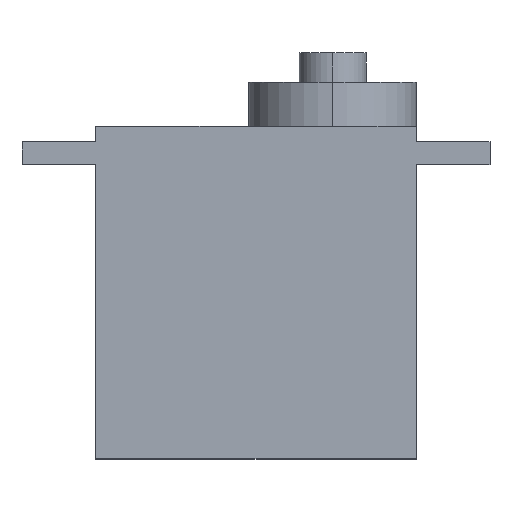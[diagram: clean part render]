
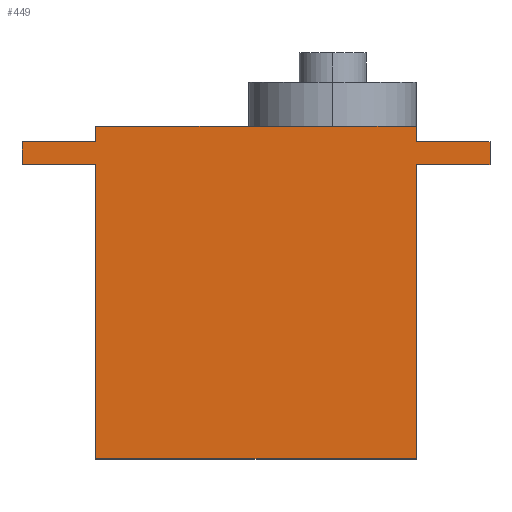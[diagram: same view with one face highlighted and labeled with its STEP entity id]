
A CAD part, top view. The second image highlights one B-rep face of the part: STEP entity #449.
In plain terms, the highlighted planar face has unit normal (0, 0, 1).
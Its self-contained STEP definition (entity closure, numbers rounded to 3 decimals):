
#2 = LINE ( 'NONE', #299, #779 ) ;
#6 = EDGE_CURVE ( 'NONE', #525, #12, #218, .T. ) ;
#7 = VECTOR ( 'NONE', #319, 1000. ) ;
#12 = VERTEX_POINT ( 'NONE', #108 ) ;
#39 = CARTESIAN_POINT ( 'NONE',  ( -10.9, 8.697, 11.4 ) ) ;
#55 = FACE_OUTER_BOUND ( 'NONE', #100, .T. ) ;
#58 = EDGE_CURVE ( 'NONE', #647, #525, #201, .T. ) ;
#65 = VECTOR ( 'NONE', #792, 1000. ) ;
#68 = VERTEX_POINT ( 'NONE', #39 ) ;
#70 = LINE ( 'NONE', #603, #177 ) ;
#72 = CARTESIAN_POINT ( 'NONE',  ( 10.9, -11.3, 11.4 ) ) ;
#83 = EDGE_CURVE ( 'NONE', #350, #729, #771, .T. ) ;
#84 = ORIENTED_EDGE ( 'NONE', *, *, #58, .T. ) ;
#100 = EDGE_LOOP ( 'NONE', ( #84, #267, #853, #203, #631, #312, #443, #300, #540, #297, #622, #497, #426 ) ) ;
#103 = CARTESIAN_POINT ( 'NONE',  ( -15.9, 8.697, 11.4 ) ) ;
#108 = CARTESIAN_POINT ( 'NONE',  ( -15.9, 10.253, 11.4 ) ) ;
#113 = CARTESIAN_POINT ( 'NONE',  ( 10.9, 10.253, 11.4 ) ) ;
#116 = LINE ( 'NONE', #795, #278 ) ;
#132 = CARTESIAN_POINT ( 'NONE',  ( 15.9, 8.697, 11.4 ) ) ;
#150 = LINE ( 'NONE', #848, #659 ) ;
#151 = EDGE_CURVE ( 'NONE', #710, #862, #822, .T. ) ;
#153 = VECTOR ( 'NONE', #199, 1000. ) ;
#163 = DIRECTION ( 'NONE',  ( 0., 1., 0. ) ) ;
#177 = VECTOR ( 'NONE', #535, 1000. ) ;
#199 = DIRECTION ( 'NONE',  ( -1., 0., 0. ) ) ;
#201 = LINE ( 'NONE', #306, #65 ) ;
#203 = ORIENTED_EDGE ( 'NONE', *, *, #330, .T. ) ;
#216 = CARTESIAN_POINT ( 'NONE',  ( -10.9, 11.3, 11.4 ) ) ;
#218 = LINE ( 'NONE', #453, #7 ) ;
#225 = CARTESIAN_POINT ( 'NONE',  ( 0., 0., 11.4 ) ) ;
#231 = LINE ( 'NONE', #216, #567 ) ;
#234 = EDGE_CURVE ( 'NONE', #455, #350, #339, .T. ) ;
#245 = CARTESIAN_POINT ( 'NONE',  ( -10.9, 11.3, 11.4 ) ) ;
#246 = CARTESIAN_POINT ( 'NONE',  ( 10.9, 11.3, 11.4 ) ) ;
#248 = VECTOR ( 'NONE', #475, 1000. ) ;
#259 = DIRECTION ( 'NONE',  ( -1., 0., 0. ) ) ;
#267 = ORIENTED_EDGE ( 'NONE', *, *, #6, .T. ) ;
#278 = VECTOR ( 'NONE', #163, 1000. ) ;
#289 = DIRECTION ( 'NONE',  ( 1., 0., 0. ) ) ;
#295 = CARTESIAN_POINT ( 'NONE',  ( -10.9, 10.253, 11.4 ) ) ;
#297 = ORIENTED_EDGE ( 'NONE', *, *, #151, .T. ) ;
#299 = CARTESIAN_POINT ( 'NONE',  ( -15.9, 8.697, 11.4 ) ) ;
#300 = ORIENTED_EDGE ( 'NONE', *, *, #520, .T. ) ;
#306 = CARTESIAN_POINT ( 'NONE',  ( -10.9, 11.3, 11.4 ) ) ;
#312 = ORIENTED_EDGE ( 'NONE', *, *, #234, .T. ) ;
#319 = DIRECTION ( 'NONE',  ( -1., 0., 0. ) ) ;
#330 = EDGE_CURVE ( 'NONE', #487, #68, #446, .T. ) ;
#339 = LINE ( 'NONE', #886, #248 ) ;
#342 = VERTEX_POINT ( 'NONE', #486 ) ;
#350 = VERTEX_POINT ( 'NONE', #72 ) ;
#355 = CARTESIAN_POINT ( 'NONE',  ( -10.9, -11.3, 11.4 ) ) ;
#414 = AXIS2_PLACEMENT_3D ( 'NONE', #225, #706, #289 ) ;
#426 = ORIENTED_EDGE ( 'NONE', *, *, #436, .T. ) ;
#436 = EDGE_CURVE ( 'NONE', #542, #647, #231, .T. ) ;
#443 = ORIENTED_EDGE ( 'NONE', *, *, #83, .T. ) ;
#446 = LINE ( 'NONE', #482, #799 ) ;
#447 = CARTESIAN_POINT ( 'NONE',  ( 5.2, 11.3, 11.4 ) ) ;
#449 = ADVANCED_FACE ( 'NONE', ( #55 ), #775, .T. ) ;
#450 = DIRECTION ( 'NONE',  ( 1., 0., 0. ) ) ;
#453 = CARTESIAN_POINT ( 'NONE',  ( -15.9, 10.253, 11.4 ) ) ;
#455 = VERTEX_POINT ( 'NONE', #355 ) ;
#458 = EDGE_CURVE ( 'NONE', #862, #342, #150, .T. ) ;
#470 = CARTESIAN_POINT ( 'NONE',  ( -10.9, 11.3, 11.4 ) ) ;
#475 = DIRECTION ( 'NONE',  ( 1., 0., 0. ) ) ;
#482 = CARTESIAN_POINT ( 'NONE',  ( -15.9, 8.697, 11.4 ) ) ;
#486 = CARTESIAN_POINT ( 'NONE',  ( 10.9, 11.3, 11.4 ) ) ;
#487 = VERTEX_POINT ( 'NONE', #103 ) ;
#496 = EDGE_CURVE ( 'NONE', #798, #710, #116, .T. ) ;
#497 = ORIENTED_EDGE ( 'NONE', *, *, #866, .T. ) ;
#507 = LINE ( 'NONE', #868, #711 ) ;
#520 = EDGE_CURVE ( 'NONE', #729, #798, #2, .T. ) ;
#525 = VERTEX_POINT ( 'NONE', #295 ) ;
#535 = DIRECTION ( 'NONE',  ( 0., -1., 0. ) ) ;
#540 = ORIENTED_EDGE ( 'NONE', *, *, #496, .T. ) ;
#542 = VERTEX_POINT ( 'NONE', #447 ) ;
#567 = VECTOR ( 'NONE', #641, 1000. ) ;
#575 = DIRECTION ( 'NONE',  ( 0., 1., 0. ) ) ;
#603 = CARTESIAN_POINT ( 'NONE',  ( -10.9, 11.3, 11.4 ) ) ;
#608 = CARTESIAN_POINT ( 'NONE',  ( 15.9, 10.253, 11.4 ) ) ;
#622 = ORIENTED_EDGE ( 'NONE', *, *, #458, .T. ) ;
#625 = EDGE_CURVE ( 'NONE', #68, #455, #70, .T. ) ;
#627 = DIRECTION ( 'NONE',  ( 1., 0., 0. ) ) ;
#629 = VECTOR ( 'NONE', #807, 1000. ) ;
#631 = ORIENTED_EDGE ( 'NONE', *, *, #625, .T. ) ;
#641 = DIRECTION ( 'NONE',  ( -1., 0., 0. ) ) ;
#647 = VERTEX_POINT ( 'NONE', #245 ) ;
#655 = EDGE_CURVE ( 'NONE', #12, #487, #507, .T. ) ;
#659 = VECTOR ( 'NONE', #575, 1000. ) ;
#662 = DIRECTION ( 'NONE',  ( 0., -1., 0. ) ) ;
#676 = CARTESIAN_POINT ( 'NONE',  ( 10.9, 8.697, 11.4 ) ) ;
#706 = DIRECTION ( 'NONE',  ( 0., 0., 1. ) ) ;
#710 = VERTEX_POINT ( 'NONE', #608 ) ;
#711 = VECTOR ( 'NONE', #662, 1000. ) ;
#729 = VERTEX_POINT ( 'NONE', #676 ) ;
#750 = CARTESIAN_POINT ( 'NONE',  ( -15.9, 10.253, 11.4 ) ) ;
#771 = LINE ( 'NONE', #246, #629 ) ;
#775 = PLANE ( 'NONE',  #414 ) ;
#779 = VECTOR ( 'NONE', #450, 1000. ) ;
#792 = DIRECTION ( 'NONE',  ( 0., -1., 0. ) ) ;
#795 = CARTESIAN_POINT ( 'NONE',  ( 15.9, 10.253, 11.4 ) ) ;
#798 = VERTEX_POINT ( 'NONE', #132 ) ;
#799 = VECTOR ( 'NONE', #627, 1000. ) ;
#807 = DIRECTION ( 'NONE',  ( 0., 1., 0. ) ) ;
#811 = VECTOR ( 'NONE', #259, 1000. ) ;
#822 = LINE ( 'NONE', #750, #153 ) ;
#848 = CARTESIAN_POINT ( 'NONE',  ( 10.9, 11.3, 11.4 ) ) ;
#853 = ORIENTED_EDGE ( 'NONE', *, *, #655, .T. ) ;
#856 = LINE ( 'NONE', #470, #811 ) ;
#862 = VERTEX_POINT ( 'NONE', #113 ) ;
#866 = EDGE_CURVE ( 'NONE', #342, #542, #856, .T. ) ;
#868 = CARTESIAN_POINT ( 'NONE',  ( -15.9, 10.253, 11.4 ) ) ;
#886 = CARTESIAN_POINT ( 'NONE',  ( -10.9, -11.3, 11.4 ) ) ;
